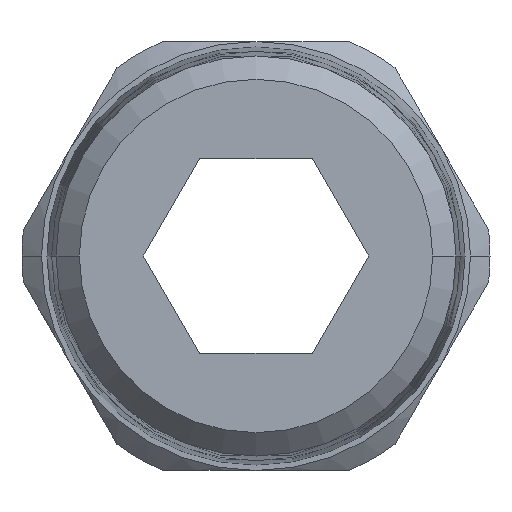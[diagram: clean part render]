
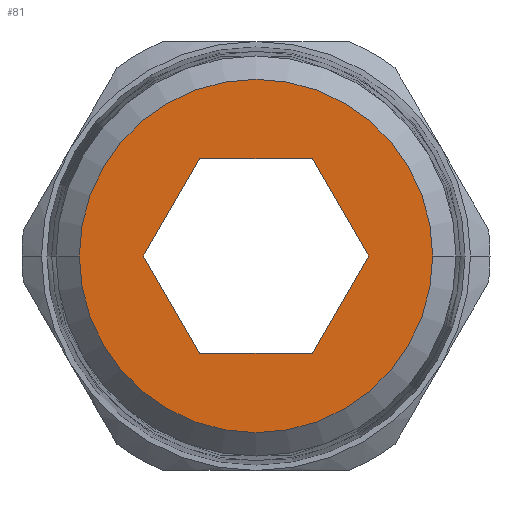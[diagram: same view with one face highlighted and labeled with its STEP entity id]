
A CAD part, front view. The second image highlights one B-rep face of the part: STEP entity #81.
In plain terms, the highlighted planar face has unit normal (0, -1, 0).
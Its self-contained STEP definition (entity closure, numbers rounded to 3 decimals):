
#81=ADVANCED_FACE('',(#196,#197),#198,.T.);
#196=FACE_BOUND('',#359,.T.);
#197=FACE_OUTER_BOUND('',#360,.T.);
#198=PLANE('',#361);
#359=EDGE_LOOP('',(#706,#707,#708,#709,#710,#711));
#360=EDGE_LOOP('',(#712,#713));
#361=AXIS2_PLACEMENT_3D('',#714,#715,#716);
#706=ORIENTED_EDGE('',*,*,#1139,.T.);
#707=ORIENTED_EDGE('',*,*,#1145,.T.);
#708=ORIENTED_EDGE('',*,*,#1142,.T.);
#709=ORIENTED_EDGE('',*,*,#1129,.T.);
#710=ORIENTED_EDGE('',*,*,#1133,.T.);
#711=ORIENTED_EDGE('',*,*,#1136,.T.);
#712=ORIENTED_EDGE('',*,*,#1116,.F.);
#713=ORIENTED_EDGE('',*,*,#1153,.F.);
#714=CARTESIAN_POINT('',(4.53,-16.0,0.0));
#715=DIRECTION('',(-0.0,-1.0,-0.0));
#716=DIRECTION('',(-1.0,0.0,0.0));
#1116=EDGE_CURVE('',#1357,#1360,#1361,.T.);
#1129=EDGE_CURVE('',#1383,#1384,#1385,.T.);
#1133=EDGE_CURVE('',#1384,#1391,#1392,.T.);
#1136=EDGE_CURVE('',#1391,#1396,#1397,.T.);
#1139=EDGE_CURVE('',#1396,#1401,#1402,.T.);
#1142=EDGE_CURVE('',#1406,#1383,#1407,.T.);
#1145=EDGE_CURVE('',#1401,#1406,#1411,.T.);
#1153=EDGE_CURVE('',#1360,#1357,#1419,.T.);
#1357=VERTEX_POINT('',#1721);
#1360=VERTEX_POINT('',#1725);
#1361=CIRCLE('',#1726,9.059);
#1383=VERTEX_POINT('',#1755);
#1384=VERTEX_POINT('',#1756);
#1385=LINE('',#1757,#1758);
#1391=VERTEX_POINT('',#1767);
#1392=LINE('',#1768,#1769);
#1396=VERTEX_POINT('',#1775);
#1397=LINE('',#1776,#1777);
#1401=VERTEX_POINT('',#1783);
#1402=LINE('',#1784,#1785);
#1406=VERTEX_POINT('',#1791);
#1407=LINE('',#1792,#1793);
#1411=LINE('',#1799,#1800);
#1419=CIRCLE('',#1809,9.059);
#1721=CARTESIAN_POINT('',(9.059,-16.0,0.0));
#1725=CARTESIAN_POINT('',(-9.059,-16.0,0.));
#1726=AXIS2_PLACEMENT_3D('',#2291,#2292,#2293);
#1755=CARTESIAN_POINT('',(-2.887,-16.0,-5.0));
#1756=CARTESIAN_POINT('',(-5.774,-16.0,0.));
#1757=CARTESIAN_POINT('',(-3.764,-16.0,-3.481));
#1758=VECTOR('',#2316,1.0);
#1767=CARTESIAN_POINT('',(-2.887,-16.0,5.0));
#1768=CARTESIAN_POINT('',(-3.764,-16.0,3.481));
#1769=VECTOR('',#2320,1.0);
#1775=CARTESIAN_POINT('',(2.887,-16.0,5.0));
#1776=CARTESIAN_POINT('',(2.265,-16.0,5.0));
#1777=VECTOR('',#2323,1.0);
#1783=CARTESIAN_POINT('',(5.774,-16.0,0.));
#1784=CARTESIAN_POINT('',(4.896,-16.0,1.519));
#1785=VECTOR('',#2326,1.0);
#1791=CARTESIAN_POINT('',(2.887,-16.0,-5.0));
#1792=CARTESIAN_POINT('',(2.265,-16.0,-5.0));
#1793=VECTOR('',#2329,1.0);
#1799=CARTESIAN_POINT('',(4.896,-16.0,-1.519));
#1800=VECTOR('',#2332,1.0);
#1809=AXIS2_PLACEMENT_3D('',#2352,#2353,#2354);
#2291=CARTESIAN_POINT('',(0.0,-16.0,0.0));
#2292=DIRECTION('',(-0.0,1.0,0.0));
#2293=DIRECTION('',(1.0,0.0,0.0));
#2316=DIRECTION('',(-0.5,0.0,0.866));
#2320=DIRECTION('',(0.5,-0.0,0.866));
#2323=DIRECTION('',(1.0,-0.0,0.));
#2326=DIRECTION('',(0.5,0.0,-0.866));
#2329=DIRECTION('',(-1.0,0.0,0.0));
#2332=DIRECTION('',(-0.5,0.0,-0.866));
#2352=CARTESIAN_POINT('',(0.0,-16.0,0.0));
#2353=DIRECTION('',(-0.0,1.0,0.0));
#2354=DIRECTION('',(1.0,0.0,0.0));
